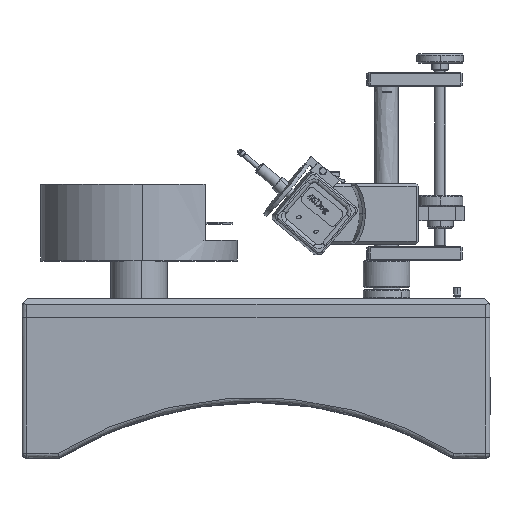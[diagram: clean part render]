
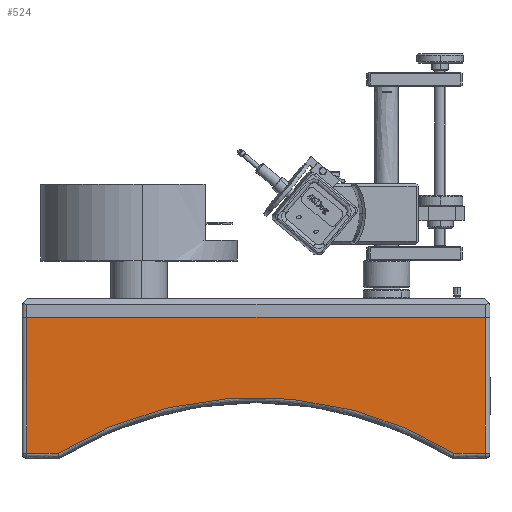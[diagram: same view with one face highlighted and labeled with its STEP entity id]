
A CAD part, top view. The second image highlights one B-rep face of the part: STEP entity #524.
In plain terms, the highlighted free-form (B-spline) face has degree [1, 1] with [2, 2] control points.
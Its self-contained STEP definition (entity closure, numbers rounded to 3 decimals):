
#370 = VERTEX_POINT('',#371);
#371 = CARTESIAN_POINT('',(-68.35,376.135,707.963
    ));
#377 = EDGE_CURVE('',#378,#370,#380,.T.);
#378 = VERTEX_POINT('',#379);
#379 = CARTESIAN_POINT('',(599.689,376.135,707.963
    ));
#380 = B_SPLINE_CURVE_WITH_KNOTS('',1,(#381,#382),.UNSPECIFIED.,.F.,.F.,
  (2,2),(5.,495.),.PIECEWISE_BEZIER_KNOTS.);
#381 = CARTESIAN_POINT('',(599.689,376.135,707.963
    ));
#382 = CARTESIAN_POINT('',(-68.35,376.135,707.963
    ));
#524 = ADVANCED_FACE('',(#525),#562,.F.);
#525 = FACE_BOUND('',#526,.T.);
#526 = EDGE_LOOP('',(#527,#528,#535,#542,#550,#557));
#527 = ORIENTED_EDGE('',*,*,#377,.T.);
#528 = ORIENTED_EDGE('',*,*,#529,.T.);
#529 = EDGE_CURVE('',#370,#530,#532,.T.);
#530 = VERTEX_POINT('',#531);
#531 = CARTESIAN_POINT('',(-68.35,178.45,707.963
    ));
#532 = B_SPLINE_CURVE_WITH_KNOTS('',1,(#533,#534),.UNSPECIFIED.,.F.,.F.,
  (2,2),(-150.,-5.),.PIECEWISE_BEZIER_KNOTS.);
#533 = CARTESIAN_POINT('',(-68.35,376.135,707.963
    ));
#534 = CARTESIAN_POINT('',(-68.35,178.45,707.963
    ));
#535 = ORIENTED_EDGE('',*,*,#536,.T.);
#536 = EDGE_CURVE('',#530,#537,#539,.T.);
#537 = VERTEX_POINT('',#538);
#538 = CARTESIAN_POINT('',(-22.559,178.45,707.963
    ));
#539 = B_SPLINE_CURVE_WITH_KNOTS('',1,(#540,#541),.UNSPECIFIED.,.F.,.F.,
  (2,2),(-35.,-1.413),.PIECEWISE_BEZIER_KNOTS.);
#540 = CARTESIAN_POINT('',(-68.35,178.45,707.963
    ));
#541 = CARTESIAN_POINT('',(-22.559,178.45,707.963
    ));
#542 = ORIENTED_EDGE('',*,*,#543,.T.);
#543 = EDGE_CURVE('',#537,#544,#546,.T.);
#544 = VERTEX_POINT('',#545);
#545 = CARTESIAN_POINT('',(553.899,178.45,707.963
    ));
#546 = ( BOUNDED_CURVE() B_SPLINE_CURVE(2,(#547,#548,#549),
.UNSPECIFIED.,.F.,.F.) B_SPLINE_CURVE_WITH_KNOTS((3,3),(2.592,
3.691),.PIECEWISE_BEZIER_KNOTS.) CURVE() 
GEOMETRIC_REPRESENTATION_ITEM() RATIONAL_B_SPLINE_CURVE((1.,
0.853,1.)) REPRESENTATION_ITEM('') );
#547 = CARTESIAN_POINT('',(-22.559,178.45,707.963
    ));
#548 = CARTESIAN_POINT('',(265.67,354.849,707.963
    ));
#549 = CARTESIAN_POINT('',(553.899,178.45,707.963
    ));
#550 = ORIENTED_EDGE('',*,*,#551,.T.);
#551 = EDGE_CURVE('',#544,#552,#554,.T.);
#552 = VERTEX_POINT('',#553);
#553 = CARTESIAN_POINT('',(599.689,178.45,707.963
    ));
#554 = B_SPLINE_CURVE_WITH_KNOTS('',1,(#555,#556),.UNSPECIFIED.,.F.,.F.,
  (2,2),(-38.587,-5.),.PIECEWISE_BEZIER_KNOTS.);
#555 = CARTESIAN_POINT('',(553.899,178.45,707.963
    ));
#556 = CARTESIAN_POINT('',(599.689,178.45,707.963
    ));
#557 = ORIENTED_EDGE('',*,*,#558,.T.);
#558 = EDGE_CURVE('',#552,#378,#559,.T.);
#559 = B_SPLINE_CURVE_WITH_KNOTS('',1,(#560,#561),.UNSPECIFIED.,.F.,.F.,
  (2,2),(5.,150.),.PIECEWISE_BEZIER_KNOTS.);
#560 = CARTESIAN_POINT('',(599.689,178.45,707.963
    ));
#561 = CARTESIAN_POINT('',(599.689,376.135,707.963
    ));
#562 = B_SPLINE_SURFACE_WITH_KNOTS('',1,1,(
    (#563,#564)
    ,(#565,#566
    )),.UNSPECIFIED.,.F.,.F.,.F.,(2,2),(2,2),(-150.,-5.),(5.,495.),
  .PIECEWISE_BEZIER_KNOTS.);
#563 = CARTESIAN_POINT('',(599.689,376.135,707.963
    ));
#564 = CARTESIAN_POINT('',(-68.35,376.135,707.963
    ));
#565 = CARTESIAN_POINT('',(599.689,178.45,707.963
    ));
#566 = CARTESIAN_POINT('',(-68.35,178.45,707.963
    ));
